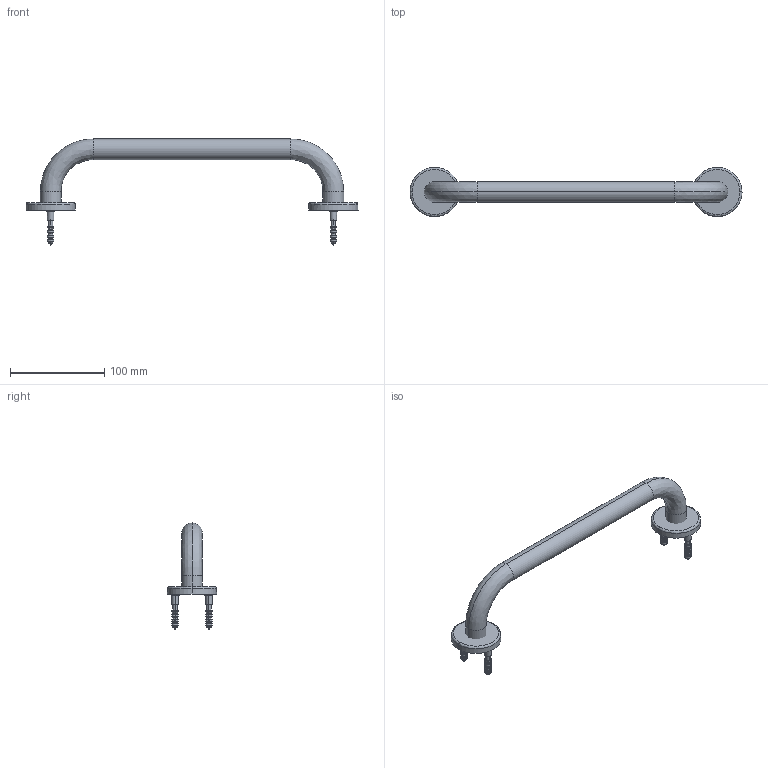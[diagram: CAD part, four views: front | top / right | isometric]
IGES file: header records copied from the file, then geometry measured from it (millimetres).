
Start section:  PTC IGES file: a44375_sw0001.igs
Global section: file name: a44375_sw0001.igs; native system: Creo Parametric by Parametric Technology Corporation; preprocessor: 2011490; author: gulsah.kurt; organization: Unknown; date: 20121009.093755; units: millimetre
Bounding box: 352.37 x 52.37 x 112.6 mm (x, y, z)
Surface area: 46445.3 mm2 (no closed solid volume)
Topology: 0 solids, 0 shells, 220 faces, 884 edges, 884 vertices
Faces by surface type: revolution 162, bspline 58
